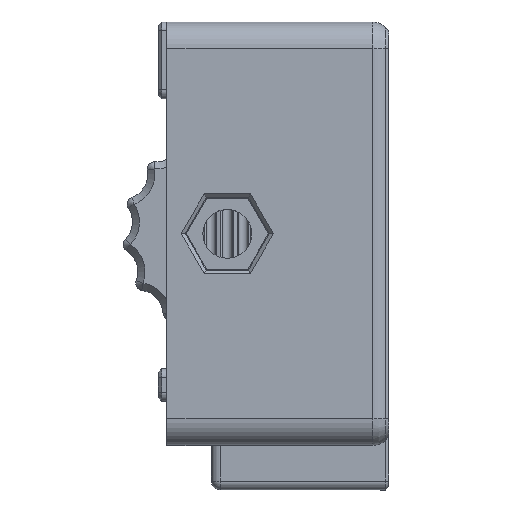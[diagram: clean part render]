
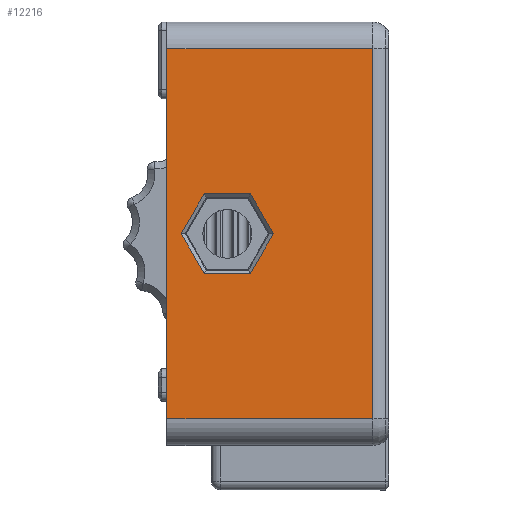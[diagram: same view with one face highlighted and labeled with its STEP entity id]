
A CAD part, top view. The second image highlights one B-rep face of the part: STEP entity #12216.
In plain terms, the highlighted planar face has unit normal (0, 0, 1).
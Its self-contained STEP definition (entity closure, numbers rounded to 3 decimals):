
#1069=LINE('',#21552,#2046);
#1153=LINE('',#22084,#2130);
#1156=LINE('',#22090,#2133);
#1159=LINE('',#22095,#2136);
#1161=LINE('',#22099,#2138);
#1163=LINE('',#22102,#2140);
#1164=LINE('',#22104,#2141);
#1165=LINE('',#22107,#2142);
#1166=LINE('',#22109,#2143);
#1167=LINE('',#22110,#2144);
#2046=VECTOR('',#16411,10.);
#2130=VECTOR('',#16721,10.);
#2133=VECTOR('',#16726,10.);
#2136=VECTOR('',#16731,10.);
#2138=VECTOR('',#16735,10.);
#2140=VECTOR('',#16739,10.);
#2141=VECTOR('',#16742,10.);
#2142=VECTOR('',#16745,10.);
#2143=VECTOR('',#16746,10.);
#2144=VECTOR('',#16747,10.);
#2685=FACE_BOUND('',#4004,.T.);
#3219=FACE_OUTER_BOUND('',#4003,.T.);
#4003=EDGE_LOOP('',(#10508,#10509,#10510,#10511));
#4004=EDGE_LOOP('',(#10512,#10513,#10514,#10515,#10516,#10517));
#5696=VERTEX_POINT('',#21549);
#5697=VERTEX_POINT('',#21551);
#5786=VERTEX_POINT('',#22082);
#5787=VERTEX_POINT('',#22083);
#5788=VERTEX_POINT('',#22088);
#5789=VERTEX_POINT('',#22089);
#5790=VERTEX_POINT('',#22094);
#5791=VERTEX_POINT('',#22098);
#5792=VERTEX_POINT('',#22106);
#5793=VERTEX_POINT('',#22108);
#7233=EDGE_CURVE('',#5696,#5697,#1069,.T.);
#7389=EDGE_CURVE('',#5786,#5787,#1153,.T.);
#7392=EDGE_CURVE('',#5788,#5789,#1156,.T.);
#7395=EDGE_CURVE('',#5789,#5790,#1159,.T.);
#7397=EDGE_CURVE('',#5790,#5791,#1161,.T.);
#7399=EDGE_CURVE('',#5791,#5786,#1163,.T.);
#7400=EDGE_CURVE('',#5787,#5788,#1164,.T.);
#7401=EDGE_CURVE('',#5792,#5696,#1165,.T.);
#7402=EDGE_CURVE('',#5793,#5792,#1166,.T.);
#7403=EDGE_CURVE('',#5697,#5793,#1167,.T.);
#10508=ORIENTED_EDGE('',*,*,#7233,.F.);
#10509=ORIENTED_EDGE('',*,*,#7401,.F.);
#10510=ORIENTED_EDGE('',*,*,#7402,.F.);
#10511=ORIENTED_EDGE('',*,*,#7403,.F.);
#10512=ORIENTED_EDGE('',*,*,#7392,.F.);
#10513=ORIENTED_EDGE('',*,*,#7400,.F.);
#10514=ORIENTED_EDGE('',*,*,#7389,.F.);
#10515=ORIENTED_EDGE('',*,*,#7399,.F.);
#10516=ORIENTED_EDGE('',*,*,#7397,.F.);
#10517=ORIENTED_EDGE('',*,*,#7395,.F.);
#11625=PLANE('',#13532);
#12216=ADVANCED_FACE('',(#3219,#2685),#11625,.T.);
#13532=AXIS2_PLACEMENT_3D('',#22105,#16743,#16744);
#16411=DIRECTION('',(1.,0.,0.));
#16721=DIRECTION('',(0.,1.,0.));
#16726=DIRECTION('',(-0.866,-0.5,0.));
#16731=DIRECTION('',(0.,-1.,0.));
#16735=DIRECTION('',(0.866,-0.5,0.));
#16739=DIRECTION('',(0.866,0.5,0.));
#16742=DIRECTION('',(-0.866,0.5,0.));
#16743=DIRECTION('center_axis',(0.,0.,
1.));
#16744=DIRECTION('ref_axis',(-1.,0.,0.));
#16745=DIRECTION('',(0.,1.,0.));
#16746=DIRECTION('',(-1.,0.,0.));
#16747=DIRECTION('',(0.,-1.,0.));
#21549=CARTESIAN_POINT('',(0.707,22.,377.4));
#21551=CARTESIAN_POINT('',(42.407,22.,377.4));
#21552=CARTESIAN_POINT('',(33.582,22.,377.4));
#22082=CARTESIAN_POINT('',(26.057,12.602,377.4));
#22083=CARTESIAN_POINT('',(26.057,17.798,377.4));
#22084=CARTESIAN_POINT('',(26.057,19.784,377.4));
#22088=CARTESIAN_POINT('',(21.557,20.396,377.4));
#22089=CARTESIAN_POINT('',(17.057,17.798,377.4));
#22090=CARTESIAN_POINT('',(28.773,24.562,377.4));
#22094=CARTESIAN_POINT('',(17.057,12.602,377.4));
#22095=CARTESIAN_POINT('',(17.057,17.416,377.4));
#22098=CARTESIAN_POINT('',(21.557,10.004,377.4));
#22099=CARTESIAN_POINT('',(27.878,6.354,377.4));
#22102=CARTESIAN_POINT('',(35.323,17.952,377.4));
#22104=CARTESIAN_POINT('',(30.328,15.332,377.4));
#22105=CARTESIAN_POINT('Origin',(45.607,22.,377.4));
#22106=CARTESIAN_POINT('',(0.707,-1.172,377.4));
#22107=CARTESIAN_POINT('',(0.707,22.,377.4));
#22108=CARTESIAN_POINT('',(42.407,-1.172,377.4));
#22109=CARTESIAN_POINT('',(39.594,-1.172,377.4));
#22110=CARTESIAN_POINT('',(42.407,22.,377.4));
